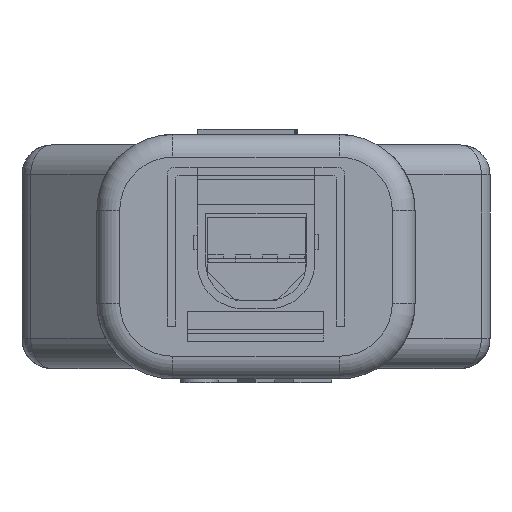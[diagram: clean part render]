
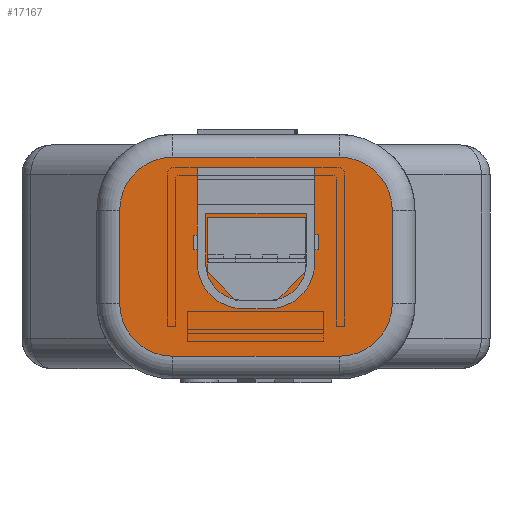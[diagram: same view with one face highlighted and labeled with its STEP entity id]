
A CAD part, front view. The second image highlights one B-rep face of the part: STEP entity #17167.
In plain terms, the highlighted face is planar.
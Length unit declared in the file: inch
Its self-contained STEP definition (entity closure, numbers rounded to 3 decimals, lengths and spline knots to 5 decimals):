
#17115 = EDGE_CURVE ( 'NONE', #17147, #17173, #46572, .T. ) ;
#17129 = EDGE_CURVE ( 'NONE', #17180, #17182, #46605, .T. ) ;
#17130 = ORIENTED_EDGE ( 'NONE', *, *, #17132, .T. ) ;
#17132 = EDGE_CURVE ( 'NONE', #17182, #17133, #46600, .T. ) ;
#17133 = VERTEX_POINT ( 'NONE', #46596 ) ;
#17135 = ORIENTED_EDGE ( 'NONE', *, *, #17136, .T. ) ;
#17136 = EDGE_CURVE ( 'NONE', #17133, #17137, #46595, .T. ) ;
#17137 = VERTEX_POINT ( 'NONE', #46651 ) ;
#17139 = ORIENTED_EDGE ( 'NONE', *, *, #17140, .T. ) ;
#17140 = EDGE_CURVE ( 'NONE', #17137, #17141, #46650, .T. ) ;
#17141 = VERTEX_POINT ( 'NONE', #46646 ) ;
#17143 = ORIENTED_EDGE ( 'NONE', *, *, #17145, .T. ) ;
#17145 = EDGE_CURVE ( 'NONE', #17141, #17147, #46645, .T. ) ;
#17147 = VERTEX_POINT ( 'NONE', #46640 ) ;
#17150 = ORIENTED_EDGE ( 'NONE', *, *, #17115, .T. ) ;
#17167 = ADVANCED_FACE ( 'NONE', ( #46633 ), #46631, .F. ) ;
#17169 = EDGE_LOOP ( 'NONE', ( #17170, #17178, #17181, #17130, #17135, #17139, #17143, #17150 ) ) ;
#17170 = ORIENTED_EDGE ( 'NONE', *, *, #17171, .T. ) ;
#17171 = EDGE_CURVE ( 'NONE', #17173, #17175, #46678, .T. ) ;
#17173 = VERTEX_POINT ( 'NONE', #46674 ) ;
#17175 = VERTEX_POINT ( 'NONE', #46673 ) ;
#17178 = ORIENTED_EDGE ( 'NONE', *, *, #17179, .T. ) ;
#17179 = EDGE_CURVE ( 'NONE', #17175, #17180, #46672, .T. ) ;
#17180 = VERTEX_POINT ( 'NONE', #46668 ) ;
#17181 = ORIENTED_EDGE ( 'NONE', *, *, #17129, .T. ) ;
#17182 = VERTEX_POINT ( 'NONE', #46667 ) ;
#46572 = LINE ( 'NONE', #46626, #46619 ) ;
#46595 = CIRCLE ( 'NONE', #46655, 0.07 ) ;
#46596 = CARTESIAN_POINT ( 'NONE',  ( -0.11, 0.13142, 0. ) ) ;
#46597 = DIRECTION ( 'NONE',  ( -1., 0., 0. ) ) ;
#46598 = VECTOR ( 'NONE', #46597, 39.37008 ) ;
#46599 = CARTESIAN_POINT ( 'NONE',  ( -0.11, 0.13142, 0. ) ) ;
#46600 = LINE ( 'NONE', #46599, #46598 ) ;
#46601 = DIRECTION ( 'NONE',  ( -1., 0., 0. ) ) ;
#46602 = DIRECTION ( 'NONE',  ( 0., 0., 1. ) ) ;
#46603 = CARTESIAN_POINT ( 'NONE',  ( 0.11, 0.06142, 0. ) ) ;
#46604 = AXIS2_PLACEMENT_3D ( 'NONE', #46603, #46602, #46601 ) ;
#46605 = CIRCLE ( 'NONE', #46604, 0.07 ) ;
#46618 = DIRECTION ( 'NONE',  ( 1., 0., 0. ) ) ;
#46619 = VECTOR ( 'NONE', #46618, 39.37008 ) ;
#46626 = CARTESIAN_POINT ( 'NONE',  ( 0.11, -0.13142, 0. ) ) ;
#46630 = AXIS2_PLACEMENT_3D ( 'NONE', #46681, #46680, #46679 ) ;
#46631 = PLANE ( 'NONE',  #46630 ) ;
#46632 = CARTESIAN_POINT ( 'NONE',  ( 0.11, -0.06142, 0. ) ) ;
#46633 = FACE_OUTER_BOUND ( 'NONE', #17169, .T. ) ;
#46640 = CARTESIAN_POINT ( 'NONE',  ( -0.11, -0.13142, 0. ) ) ;
#46641 = DIRECTION ( 'NONE',  ( -1., 0., 0. ) ) ;
#46642 = DIRECTION ( 'NONE',  ( 0., 0., 1. ) ) ;
#46643 = CARTESIAN_POINT ( 'NONE',  ( -0.11, -0.06142, 0. ) ) ;
#46644 = AXIS2_PLACEMENT_3D ( 'NONE', #46643, #46642, #46641 ) ;
#46645 = CIRCLE ( 'NONE', #46644, 0.07 ) ;
#46646 = CARTESIAN_POINT ( 'NONE',  ( -0.18, -0.06142, 0. ) ) ;
#46647 = DIRECTION ( 'NONE',  ( 0., -1., 0. ) ) ;
#46648 = VECTOR ( 'NONE', #46647, 39.37008 ) ;
#46649 = CARTESIAN_POINT ( 'NONE',  ( -0.18, -0.06142, 0. ) ) ;
#46650 = LINE ( 'NONE', #46649, #46648 ) ;
#46651 = CARTESIAN_POINT ( 'NONE',  ( -0.18, 0.06142, 0. ) ) ;
#46652 = DIRECTION ( 'NONE',  ( -1., 0., 0. ) ) ;
#46653 = DIRECTION ( 'NONE',  ( 0., 0., 1. ) ) ;
#46654 = CARTESIAN_POINT ( 'NONE',  ( -0.11, 0.06142, 0. ) ) ;
#46655 = AXIS2_PLACEMENT_3D ( 'NONE', #46654, #46653, #46652 ) ;
#46667 = CARTESIAN_POINT ( 'NONE',  ( 0.11, 0.13142, 0. ) ) ;
#46668 = CARTESIAN_POINT ( 'NONE',  ( 0.18, 0.06142, 0. ) ) ;
#46669 = DIRECTION ( 'NONE',  ( 0., 1., 0. ) ) ;
#46670 = VECTOR ( 'NONE', #46669, 39.37008 ) ;
#46671 = CARTESIAN_POINT ( 'NONE',  ( 0.18, 0.06142, 0. ) ) ;
#46672 = LINE ( 'NONE', #46671, #46670 ) ;
#46673 = CARTESIAN_POINT ( 'NONE',  ( 0.18, -0.06142, 0. ) ) ;
#46674 = CARTESIAN_POINT ( 'NONE',  ( 0.11, -0.13142, 0. ) ) ;
#46675 = DIRECTION ( 'NONE',  ( -1., 0., 0. ) ) ;
#46676 = DIRECTION ( 'NONE',  ( 0., 0., 1. ) ) ;
#46677 = AXIS2_PLACEMENT_3D ( 'NONE', #46632, #46676, #46675 ) ;
#46678 = CIRCLE ( 'NONE', #46677, 0.07 ) ;
#46679 = DIRECTION ( 'NONE',  ( -1., 0., 0. ) ) ;
#46680 = DIRECTION ( 'NONE',  ( 0., 0., -1. ) ) ;
#46681 = CARTESIAN_POINT ( 'NONE',  ( 0.11, 0.06142, 0. ) ) ;
